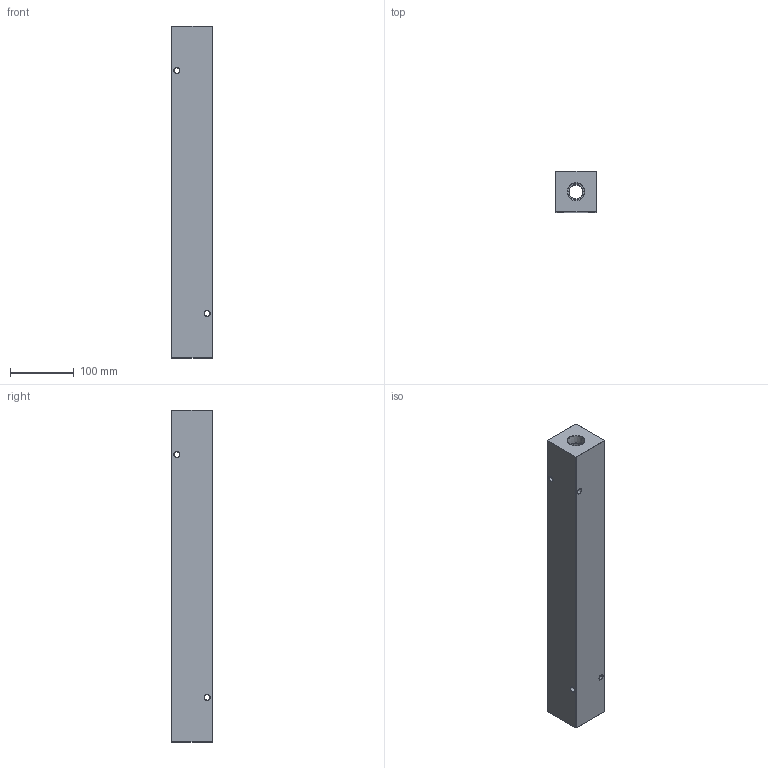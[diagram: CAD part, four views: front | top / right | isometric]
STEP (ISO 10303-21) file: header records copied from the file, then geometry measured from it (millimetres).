
FILE_DESCRIPTION (( 'STEP AP214' ), '1' );
FILE_NAME ('HM-8-0-P-12-6.STEP', '2020-02-28T20:15:59', ( '' ), ( '' ), 'SwSTEP 2.0', 'SolidWorks 2019', '' );
FILE_SCHEMA (( 'AUTOMOTIVE_DESIGN' ));
Length unit declared in the file: inch
Products named in the file (1): HM-8-0-P-12-6
Bounding box: 63.5 x 63.5 x 520.7 mm (x, y, z)
Volume: 1846342 mm3; surface area: 187439.1 mm2
Topology: 1 solids, 1 shells, 509 faces, 1325 edges, 862 vertices
Faces by surface type: plane 244, bspline 191, cone 40, cylinder 34
Entity records: 31814 total; most frequent: CARTESIAN_POINT 14200, ORIENTED_EDGE 2650, DIRECTION 1653, EDGE_CURVE 1325, VERTEX_POINT 862, LINE 807, VECTOR 807, EDGE_LOOP 583
